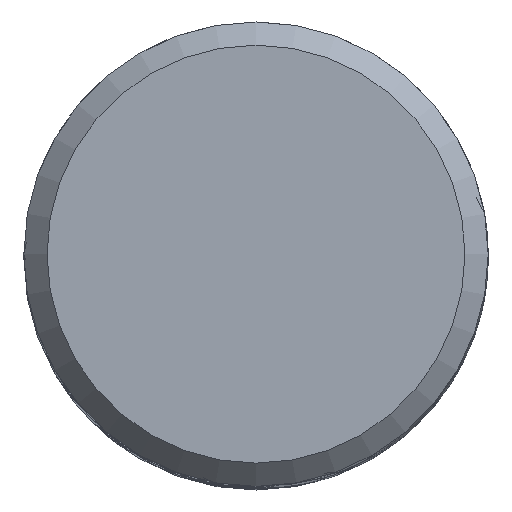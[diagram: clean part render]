
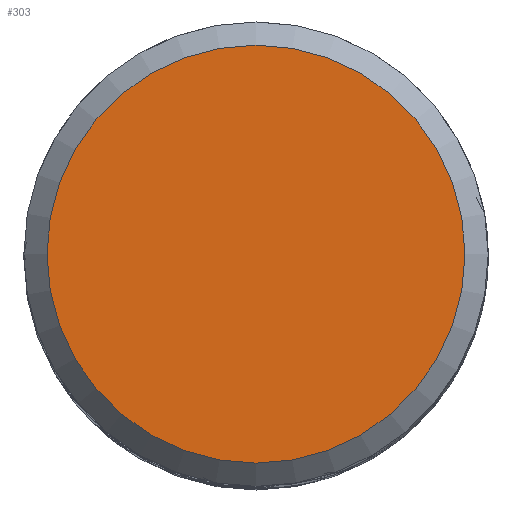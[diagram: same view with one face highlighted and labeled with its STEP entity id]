
A CAD part, top view. The second image highlights one B-rep face of the part: STEP entity #303.
In plain terms, the highlighted planar face has unit normal (0, 0, 1).
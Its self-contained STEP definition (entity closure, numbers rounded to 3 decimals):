
#263 = VERTEX_POINT('', #264);
#264 = CARTESIAN_POINT('', (-3.6, 0., 0.));
#270 = EDGE_CURVE('', #263, #263, #271, .T.);
#271 = CIRCLE('', #272, 3.6);
#272 = AXIS2_PLACEMENT_3D('', #273, #274, #275);
#273 = CARTESIAN_POINT('', (0., 0., 0.));
#274 = DIRECTION('', (0., 0., -1.));
#275 = DIRECTION('', (-1., 0., 0.));
#303 = ADVANCED_FACE('', (#304), #307, .T.);
#304 = FACE_OUTER_BOUND('', #305, .T.);
#305 = EDGE_LOOP('', (#306));
#306 = ORIENTED_EDGE('', *, *, #270, .F.);
#307 = PLANE('', #308);
#308 = AXIS2_PLACEMENT_3D('', #309, #310, #311);
#309 = CARTESIAN_POINT('', (5.6, -5.6, 0.));
#310 = DIRECTION('', (0., 0., 1.));
#311 = DIRECTION('', (0., 1., 0.));
